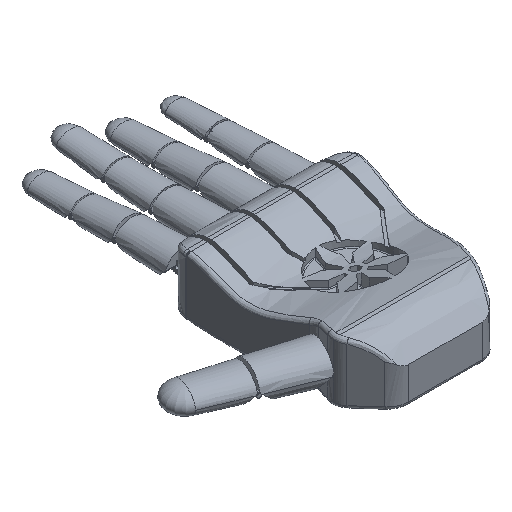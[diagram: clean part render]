
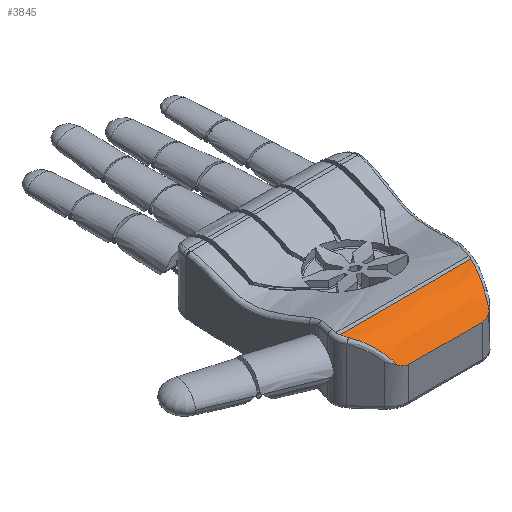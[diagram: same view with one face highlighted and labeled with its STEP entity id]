
A CAD part, isometric view. The second image highlights one B-rep face of the part: STEP entity #3845.
In plain terms, the highlighted free-form (B-spline) face has degree [3, 1] with [4, 2] control points.
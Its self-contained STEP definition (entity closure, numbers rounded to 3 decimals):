
#2912 = EDGE_CURVE('',#2913,#2915,#2917,.T.);
#2913 = VERTEX_POINT('',#2914);
#2914 = CARTESIAN_POINT('',(-26.928,-45.745,
    17.375));
#2915 = VERTEX_POINT('',#2916);
#2916 = CARTESIAN_POINT('',(33.316,-45.745,
    17.375));
#2917 = B_SPLINE_CURVE_WITH_KNOTS('',1,(#2918,#2919),.UNSPECIFIED.,.F.,
  .F.,(2,2),(3.228,72.185),.PIECEWISE_BEZIER_KNOTS.);
#2918 = CARTESIAN_POINT('',(-26.928,-45.745,
    17.375));
#2919 = CARTESIAN_POINT('',(33.316,-45.745,
    17.375));
#2981 = VERTEX_POINT('',#2982);
#2982 = CARTESIAN_POINT('',(-12.968,-63.497,
    7.315));
#2997 = VERTEX_POINT('',#2998);
#2998 = CARTESIAN_POINT('',(20.841,-63.497,
    7.315));
#3003 = EDGE_CURVE('',#2981,#2997,#3004,.T.);
#3004 = B_SPLINE_CURVE_WITH_KNOTS('',1,(#3005,#3006),.UNSPECIFIED.,.F.,
  .F.,(2,2),(19.208,57.906),.PIECEWISE_BEZIER_KNOTS.);
#3005 = CARTESIAN_POINT('',(-12.968,-63.497,
    7.315));
#3006 = CARTESIAN_POINT('',(20.841,-63.497,
    7.315));
#3402 = VERTEX_POINT('',#3403);
#3403 = CARTESIAN_POINT('',(25.378,-62.226,
    8.906));
#3416 = EDGE_CURVE('',#2997,#3402,#3417,.T.);
#3417 = B_SPLINE_CURVE_WITH_KNOTS('',3,(#3418,#3419,#3420,#3421,#3422,
    #3423,#3424,#3425,#3426,#3427,#3428,#3429),.UNSPECIFIED.,.F.,.F.,(4,
    2,2,2,2,4),(0.,0.001,0.002,
    0.003,0.004,0.006),
  .UNSPECIFIED.);
#3418 = CARTESIAN_POINT('',(20.841,-63.497,
    7.315));
#3419 = CARTESIAN_POINT('',(21.271,-63.497,
    7.315));
#3420 = CARTESIAN_POINT('',(21.69,-63.465,
    7.357));
#3421 = CARTESIAN_POINT('',(22.304,-63.376,
    7.474));
#3422 = CARTESIAN_POINT('',(22.507,-63.339,
    7.522));
#3423 = CARTESIAN_POINT('',(22.907,-63.252,
    7.636));
#3424 = CARTESIAN_POINT('',(23.105,-63.201,
    7.702));
#3425 = CARTESIAN_POINT('',(23.682,-63.032,
    7.919));
#3426 = CARTESIAN_POINT('',(24.046,-62.897,
    8.09));
#3427 = CARTESIAN_POINT('',(24.739,-62.588,
    8.472));
#3428 = CARTESIAN_POINT('',(25.07,-62.414,
    8.684));
#3429 = CARTESIAN_POINT('',(25.378,-62.226,
    8.906));
#3461 = EDGE_CURVE('',#3462,#2981,#3464,.T.);
#3462 = VERTEX_POINT('',#3463);
#3463 = CARTESIAN_POINT('',(-17.089,-62.463,
    8.623));
#3464 = B_SPLINE_CURVE_WITH_KNOTS('',3,(#3465,#3466,#3467,#3468,#3469,
    #3470,#3471,#3472,#3473,#3474,#3475,#3476),.UNSPECIFIED.,.F.,.F.,(4,
    2,2,2,2,4),(0.006,0.007,0.008
    ,0.01,0.01,0.011),
  .UNSPECIFIED.);
#3465 = CARTESIAN_POINT('',(-17.089,-62.463,
    8.623));
#3466 = CARTESIAN_POINT('',(-16.8,-62.618,
    8.436));
#3467 = CARTESIAN_POINT('',(-16.498,-62.759,
    8.262));
#3468 = CARTESIAN_POINT('',(-15.861,-63.011,
    7.946));
#3469 = CARTESIAN_POINT('',(-15.523,-63.122,
    7.803));
#3470 = CARTESIAN_POINT('',(-14.829,-63.304,
    7.569));
#3471 = CARTESIAN_POINT('',(-14.471,-63.375,
    7.476));
#3472 = CARTESIAN_POINT('',(-13.916,-63.447,
    7.38));
#3473 = CARTESIAN_POINT('',(-13.727,-63.466,
    7.356));
#3474 = CARTESIAN_POINT('',(-13.349,-63.491,
    7.323));
#3475 = CARTESIAN_POINT('',(-13.159,-63.497,
    7.315));
#3476 = CARTESIAN_POINT('',(-12.968,-63.497,
    7.315));
#3845 = ADVANCED_FACE('',(#3846),#3893,.F.);
#3846 = FACE_BOUND('',#3847,.F.);
#3847 = EDGE_LOOP('',(#3848,#3849,#3850,#3867,#3876,#3877,#3892));
#3848 = ORIENTED_EDGE('',*,*,#3003,.F.);
#3849 = ORIENTED_EDGE('',*,*,#3461,.F.);
#3850 = ORIENTED_EDGE('',*,*,#3851,.F.);
#3851 = EDGE_CURVE('',#3852,#3462,#3854,.T.);
#3852 = VERTEX_POINT('',#3853);
#3853 = CARTESIAN_POINT('',(-25.835,-48.586,
    17.105));
#3854 = B_SPLINE_CURVE_WITH_KNOTS('',3,(#3855,#3856,#3857,#3858,#3859,
    #3860,#3861,#3862,#3863,#3864,#3865,#3866),.UNSPECIFIED.,.F.,.F.,(4,
    2,2,2,2,4),(0.004,0.009,0.015
    ,0.017,0.02,0.026),
  .UNSPECIFIED.);
#3855 = CARTESIAN_POINT('',(-25.835,-48.586,
    17.105));
#3856 = CARTESIAN_POINT('',(-25.002,-49.915,
    16.894));
#3857 = CARTESIAN_POINT('',(-24.193,-51.213,
    16.559));
#3858 = CARTESIAN_POINT('',(-22.622,-53.735,
    15.622));
#3859 = CARTESIAN_POINT('',(-21.859,-54.96,
    15.021));
#3860 = CARTESIAN_POINT('',(-20.744,-56.738,
    13.915));
#3861 = CARTESIAN_POINT('',(-20.38,-57.315,
    13.515));
#3862 = CARTESIAN_POINT('',(-19.675,-58.432,
    12.666));
#3863 = CARTESIAN_POINT('',(-19.331,-58.972,
    12.215));
#3864 = CARTESIAN_POINT('',(-18.328,-60.546,
    10.792));
#3865 = CARTESIAN_POINT('',(-17.694,-61.532,9.747)
  );
#3866 = CARTESIAN_POINT('',(-17.089,-62.463,
    8.623));
#3867 = ORIENTED_EDGE('',*,*,#3868,.F.);
#3868 = EDGE_CURVE('',#2913,#3852,#3869,.T.);
#3869 = B_SPLINE_CURVE_WITH_KNOTS('',3,(#3870,#3871,#3872,#3873,#3874,
    #3875),.UNSPECIFIED.,.F.,.F.,(4,2,4),(0.,0.002,
    0.004),.UNSPECIFIED.);
#3870 = CARTESIAN_POINT('',(-26.928,-45.745,
    17.375));
#3871 = CARTESIAN_POINT('',(-26.837,-46.252,
    17.357));
#3872 = CARTESIAN_POINT('',(-26.698,-46.75,
    17.325));
#3873 = CARTESIAN_POINT('',(-26.333,-47.7,
    17.233));
#3874 = CARTESIAN_POINT('',(-26.107,-48.154,
    17.174));
#3875 = CARTESIAN_POINT('',(-25.835,-48.586,
    17.105));
#3876 = ORIENTED_EDGE('',*,*,#2912,.T.);
#3877 = ORIENTED_EDGE('',*,*,#3878,.F.);
#3878 = EDGE_CURVE('',#3402,#2915,#3879,.T.);
#3879 = B_SPLINE_CURVE_WITH_KNOTS('',3,(#3880,#3881,#3882,#3883,#3884,
    #3885,#3886,#3887,#3888,#3889,#3890,#3891),.UNSPECIFIED.,.F.,.F.,(4,
    2,2,2,2,4),(0.,0.006,0.012,
    0.015,0.018,0.024),
  .UNSPECIFIED.);
#3880 = CARTESIAN_POINT('',(25.378,-62.226,
    8.906));
#3881 = CARTESIAN_POINT('',(25.965,-61.171,
    10.152));
#3882 = CARTESIAN_POINT('',(26.577,-60.036,
    11.309));
#3883 = CARTESIAN_POINT('',(27.86,-57.567,
    13.386));
#3884 = CARTESIAN_POINT('',(28.516,-56.259,
    14.283));
#3885 = CARTESIAN_POINT('',(29.524,-54.171,
    15.386));
#3886 = CARTESIAN_POINT('',(29.864,-53.454,
    15.714));
#3887 = CARTESIAN_POINT('',(30.553,-51.977,
    16.284));
#3888 = CARTESIAN_POINT('',(30.903,-51.214,
    16.527));
#3889 = CARTESIAN_POINT('',(31.944,-48.911,
    17.113));
#3890 = CARTESIAN_POINT('',(32.633,-47.343,
    17.32));
#3891 = CARTESIAN_POINT('',(33.316,-45.745,
    17.375));
#3892 = ORIENTED_EDGE('',*,*,#3416,.F.);
#3893 = B_SPLINE_SURFACE_WITH_KNOTS('',3,1,(
    (#3894,#3895)
    ,(#3896,#3897)
    ,(#3898,#3899)
    ,(#3900,#3901
    )),.UNSPECIFIED.,.F.,.F.,.F.,(4,4),(2,2),(0.,0.198),(0.,1.)
  ,.PIECEWISE_BEZIER_KNOTS.);
#3894 = CARTESIAN_POINT('',(-27.289,-63.497,
    7.315));
#3895 = CARTESIAN_POINT('',(33.677,-63.497,
    7.315));
#3896 = CARTESIAN_POINT('',(-27.289,-58.019,
    14.578));
#3897 = CARTESIAN_POINT('',(33.677,-58.019,
    14.578));
#3898 = CARTESIAN_POINT('',(-27.289,-52.029,
    17.161));
#3899 = CARTESIAN_POINT('',(33.677,-52.029,
    17.161));
#3900 = CARTESIAN_POINT('',(-27.289,-45.745,
    17.375));
#3901 = CARTESIAN_POINT('',(33.677,-45.745,
    17.375));
